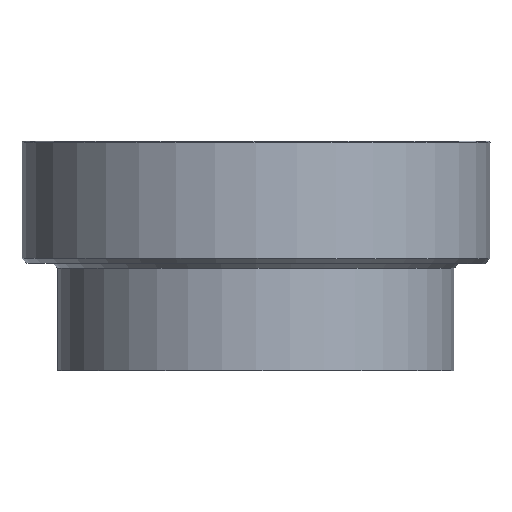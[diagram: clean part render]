
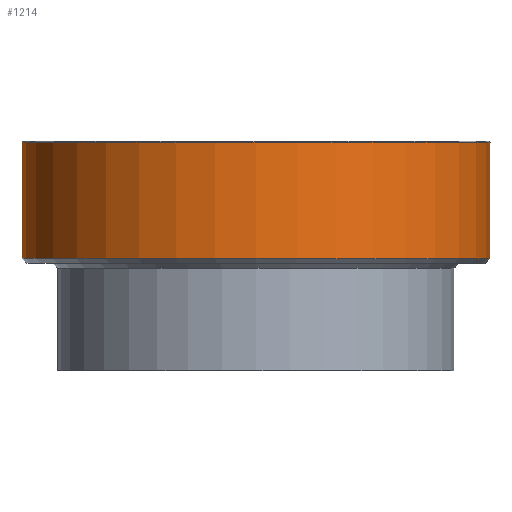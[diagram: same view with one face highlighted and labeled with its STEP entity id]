
A CAD part, left-side view. The second image highlights one B-rep face of the part: STEP entity #1214.
In plain terms, the highlighted cylindrical face has radius 23.75 mm (diameter 47.5 mm), a full revolution.
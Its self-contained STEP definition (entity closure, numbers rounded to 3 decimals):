
#50=CYLINDRICAL_SURFACE('',#1330,23.75);
#79=LINE('',#1936,#199);
#199=VECTOR('',#1509,23.);
#319=FACE_OUTER_BOUND('',#393,.T.);
#393=EDGE_LOOP('',(#877,#878,#879,#880));
#478=CIRCLE('',#1327,23.75);
#480=CIRCLE('',#1331,23.75);
#545=VERTEX_POINT('',#1928);
#547=VERTEX_POINT('',#1935);
#675=EDGE_CURVE('',#545,#545,#478,.T.);
#677=EDGE_CURVE('',#545,#547,#79,.T.);
#678=EDGE_CURVE('',#547,#547,#480,.T.);
#877=ORIENTED_EDGE('',*,*,#675,.F.);
#878=ORIENTED_EDGE('',*,*,#677,.T.);
#879=ORIENTED_EDGE('',*,*,#678,.F.);
#880=ORIENTED_EDGE('',*,*,#677,.F.);
#1214=ADVANCED_FACE('',(#319),#50,.T.);
#1327=AXIS2_PLACEMENT_3D('',#1930,#1501,#1502);
#1330=AXIS2_PLACEMENT_3D('',#1934,#1507,#1508);
#1331=AXIS2_PLACEMENT_3D('',#1937,#1510,#1511);
#1501=DIRECTION('center_axis',(0.,0.,
-1.));
#1502=DIRECTION('ref_axis',(-1.,0.,0.));
#1507=DIRECTION('center_axis',(0.,0.,
-1.));
#1508=DIRECTION('ref_axis',(-1.,0.,0.));
#1509=DIRECTION('',(0.,0.,1.));
#1510=DIRECTION('center_axis',(0.,0.,
1.));
#1511=DIRECTION('ref_axis',(-1.,0.,0.));
#1928=CARTESIAN_POINT('',(23.78,-24.647,15.479));
#1930=CARTESIAN_POINT('Origin',(0.03,-24.647,15.479));
#1934=CARTESIAN_POINT('Origin',(0.03,-24.652,27.378));
#1935=CARTESIAN_POINT('',(23.78,-24.652,27.278));
#1936=CARTESIAN_POINT('',(23.78,-24.652,27.378));
#1937=CARTESIAN_POINT('Origin',(0.03,-24.652,27.278));
